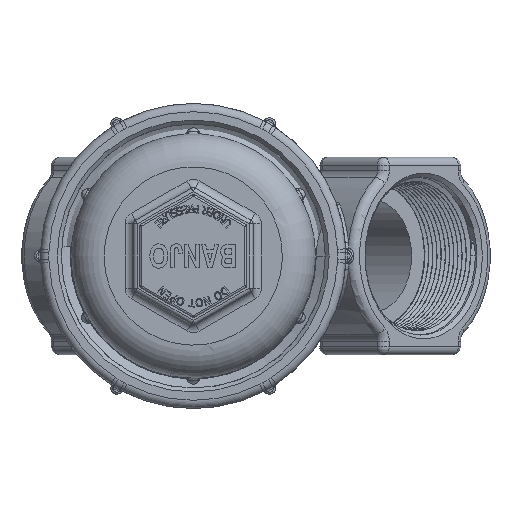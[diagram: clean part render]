
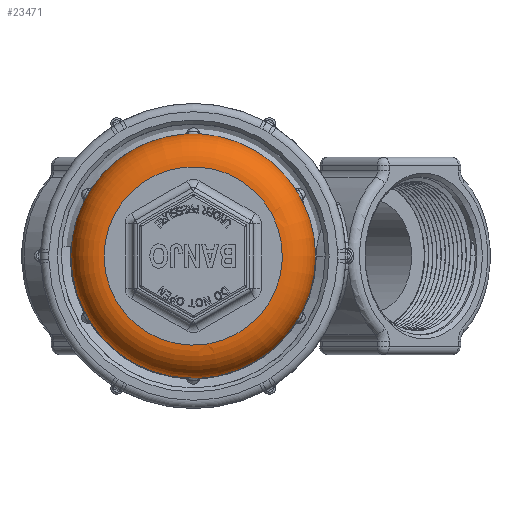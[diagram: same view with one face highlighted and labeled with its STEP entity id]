
A CAD part, front view. The second image highlights one B-rep face of the part: STEP entity #23471.
In plain terms, the highlighted toroidal (fillet/blend) face has major radius 34.319 mm and minor radius 12.7 mm.
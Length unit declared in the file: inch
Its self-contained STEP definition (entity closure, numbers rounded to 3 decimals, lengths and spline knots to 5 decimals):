
#246=TOROIDAL_SURFACE($,#25658,1.35115,0.5);
#5033=CIRCLE($,#25441,1.35115);
#5149=CIRCLE($,#25659,1.85115);
#5150=CIRCLE($,#25660,1.85115);
#5151=CIRCLE($,#25661,1.85115);
#5152=CIRCLE($,#25662,1.85115);
#5153=CIRCLE($,#25663,1.85115);
#5154=CIRCLE($,#25664,1.85115);
#5416=FACE_BOUND($,#7637,.T.);
#6184=FACE_OUTER_BOUND($,#7636,.T.);
#7636=EDGE_LOOP($,(#18568,#18569,#18570,#18571,#18572,#18573,#18574,#18575,
#18576,#18577,#18578,#18579));
#7637=EDGE_LOOP($,(#18580));
#8777=B_SPLINE_CURVE_WITH_KNOTS($,3,(#47196,#47197,#47198,#47199,#47200,
#47201),.UNSPECIFIED.,.F.,.F.,(4,1,1,4),(-2.97563,-2.70553,
-2.52547,-2.3454),.UNSPECIFIED.);
#8781=B_SPLINE_CURVE_WITH_KNOTS($,3,(#47258,#47259,#47260,#47261,#47262,
#47263),.UNSPECIFIED.,.F.,.F.,(4,1,1,4),(-0.63023,-0.45016,
-0.2701,0.),.UNSPECIFIED.);
#8782=B_SPLINE_CURVE_WITH_KNOTS($,3,(#47267,#47268,#47269,#47270,#47271,
#47272),.UNSPECIFIED.,.F.,.F.,(4,1,1,4),(-2.97563,-2.79557,
-2.6155,-2.3454),.UNSPECIFIED.);
#8783=B_SPLINE_CURVE_WITH_KNOTS($,3,(#47276,#47277,#47278,#47279,#47280,
#47281),.UNSPECIFIED.,.F.,.F.,(4,1,1,4),(-2.97563,-2.79557,
-2.6155,-2.3454),.UNSPECIFIED.);
#8784=B_SPLINE_CURVE_WITH_KNOTS($,3,(#47285,#47286,#47287,#47288,#47289,
#47290),.UNSPECIFIED.,.F.,.F.,(4,1,1,4),(-0.63023,-0.45016,
-0.2701,0.),.UNSPECIFIED.);
#8785=B_SPLINE_CURVE_WITH_KNOTS($,3,(#47294,#47295,#47296,#47297,#47298,
#47299),.UNSPECIFIED.,.F.,.F.,(4,1,1,4),(-2.97563,-2.79557,
-2.6155,-2.3454),.UNSPECIFIED.);
#10465=VERTEX_POINT($,#46357);
#10596=VERTEX_POINT($,#47153);
#10598=VERTEX_POINT($,#47194);
#10599=VERTEX_POINT($,#47255);
#10600=VERTEX_POINT($,#47257);
#10601=VERTEX_POINT($,#47264);
#10602=VERTEX_POINT($,#47266);
#10603=VERTEX_POINT($,#47273);
#10604=VERTEX_POINT($,#47275);
#10605=VERTEX_POINT($,#47282);
#10606=VERTEX_POINT($,#47284);
#10607=VERTEX_POINT($,#47291);
#10608=VERTEX_POINT($,#47293);
#13234=EDGE_CURVE($,#10465,#10465,#5033,.T.);
#13466=EDGE_CURVE($,#10598,#10596,#8777,.T.);
#13472=EDGE_CURVE($,#10599,#10598,#5149,.T.);
#13473=EDGE_CURVE($,#10600,#10599,#8781,.T.);
#13474=EDGE_CURVE($,#10601,#10600,#5150,.T.);
#13475=EDGE_CURVE($,#10602,#10601,#8782,.T.);
#13476=EDGE_CURVE($,#10603,#10602,#5151,.T.);
#13477=EDGE_CURVE($,#10604,#10603,#8783,.T.);
#13478=EDGE_CURVE($,#10605,#10604,#5152,.T.);
#13479=EDGE_CURVE($,#10606,#10605,#8784,.T.);
#13480=EDGE_CURVE($,#10607,#10606,#5153,.T.);
#13481=EDGE_CURVE($,#10608,#10607,#8785,.T.);
#13482=EDGE_CURVE($,#10596,#10608,#5154,.T.);
#18568=ORIENTED_EDGE($,*,*,#13466,.F.);
#18569=ORIENTED_EDGE($,*,*,#13472,.F.);
#18570=ORIENTED_EDGE($,*,*,#13473,.F.);
#18571=ORIENTED_EDGE($,*,*,#13474,.F.);
#18572=ORIENTED_EDGE($,*,*,#13475,.F.);
#18573=ORIENTED_EDGE($,*,*,#13476,.F.);
#18574=ORIENTED_EDGE($,*,*,#13477,.F.);
#18575=ORIENTED_EDGE($,*,*,#13478,.F.);
#18576=ORIENTED_EDGE($,*,*,#13479,.F.);
#18577=ORIENTED_EDGE($,*,*,#13480,.F.);
#18578=ORIENTED_EDGE($,*,*,#13481,.F.);
#18579=ORIENTED_EDGE($,*,*,#13482,.F.);
#18580=ORIENTED_EDGE($,*,*,#13234,.T.);
#23471=ADVANCED_FACE($,(#6184,#5416),#246,.T.);
#25441=AXIS2_PLACEMENT_3D($,#46358,#29133,#29134);
#25658=AXIS2_PLACEMENT_3D($,#47254,#29657,#29658);
#25659=AXIS2_PLACEMENT_3D($,#47256,#29659,#29660);
#25660=AXIS2_PLACEMENT_3D($,#47265,#29661,#29662);
#25661=AXIS2_PLACEMENT_3D($,#47274,#29663,#29664);
#25662=AXIS2_PLACEMENT_3D($,#47283,#29665,#29666);
#25663=AXIS2_PLACEMENT_3D($,#47292,#29667,#29668);
#25664=AXIS2_PLACEMENT_3D($,#47300,#29669,#29670);
#29133=DIRECTION('center_axis',(0.,1.,0.));
#29134=DIRECTION('ref_axis',(-1.,0.,0.));
#29657=DIRECTION('center_axis',(0.,1.,0.));
#29658=DIRECTION('ref_axis',(0.,0.,1.));
#29659=DIRECTION('center_axis',(0.,1.,0.));
#29660=DIRECTION('ref_axis',(-1.,0.,0.));
#29661=DIRECTION('center_axis',(0.,1.,0.));
#29662=DIRECTION('ref_axis',(-1.,0.,0.));
#29663=DIRECTION('center_axis',(0.,1.,0.));
#29664=DIRECTION('ref_axis',(-1.,0.,0.));
#29665=DIRECTION('center_axis',(0.,1.,0.));
#29666=DIRECTION('ref_axis',(-1.,0.,0.));
#29667=DIRECTION('center_axis',(0.,1.,0.));
#29668=DIRECTION('ref_axis',(-1.,0.,0.));
#29669=DIRECTION('center_axis',(0.,1.,0.));
#29670=DIRECTION('ref_axis',(-1.,0.,0.));
#46357=CARTESIAN_POINT('',(-1.35115,-3.44,0.));
#46358=CARTESIAN_POINT('Origin',(0.,-3.44,0.));
#47153=CARTESIAN_POINT('',(-1.54725,-2.94,1.01625));
#47194=CARTESIAN_POINT('',(-1.65373,-2.94,0.83183));
#47196=CARTESIAN_POINT('Ctrl Pts',(-1.65373,-2.94,
0.83183));
#47197=CARTESIAN_POINT('Ctrl Pts',(-1.64357,-2.9639,0.85202));
#47198=CARTESIAN_POINT('Ctrl Pts',(-1.61605,-2.99004,
0.89903));
#47199=CARTESIAN_POINT('Ctrl Pts',(-1.5753,-2.98083,
0.97004));
#47200=CARTESIAN_POINT('Ctrl Pts',(-1.55551,-2.9559,
1.00368));
#47201=CARTESIAN_POINT('Ctrl Pts',(-1.54725,-2.94,
1.01625));
#47254=CARTESIAN_POINT('Origin',(0.,-2.94,0.));
#47255=CARTESIAN_POINT('',(-1.65373,-2.94,-0.83183));
#47256=CARTESIAN_POINT('Origin',(0.,-2.94,0.));
#47257=CARTESIAN_POINT('',(-1.54725,-2.94,-1.01625));
#47258=CARTESIAN_POINT('Ctrl Pts',(-1.54725,-2.94,
-1.01625));
#47259=CARTESIAN_POINT('Ctrl Pts',(-1.55552,-2.95593,
-1.00366));
#47260=CARTESIAN_POINT('Ctrl Pts',(-1.5753,-2.98081,
-0.97004));
#47261=CARTESIAN_POINT('Ctrl Pts',(-1.61605,-2.99004,
-0.89902));
#47262=CARTESIAN_POINT('Ctrl Pts',(-1.64359,-2.96386,
-0.85199));
#47263=CARTESIAN_POINT('Ctrl Pts',(-1.65373,-2.94,
-0.83183));
#47264=CARTESIAN_POINT('',(-0.10647,-2.94,-1.84809));
#47265=CARTESIAN_POINT('Origin',(0.,-2.94,0.));
#47266=CARTESIAN_POINT('',(0.10647,-2.94,-1.84809));
#47267=CARTESIAN_POINT('Ctrl Pts',(0.10647,-2.94,
-1.84809));
#47268=CARTESIAN_POINT('Ctrl Pts',(0.09143,-2.95593,
-1.84895));
#47269=CARTESIAN_POINT('Ctrl Pts',(0.05244,-2.98081,
-1.84927));
#47270=CARTESIAN_POINT('Ctrl Pts',(-0.02945,-2.99004,
-1.84906));
#47271=CARTESIAN_POINT('Ctrl Pts',(-0.08395,-2.96386,
-1.84938));
#47272=CARTESIAN_POINT('Ctrl Pts',(-0.10647,-2.94,
-1.84809));
#47273=CARTESIAN_POINT('',(1.54725,-2.94,-1.01625));
#47274=CARTESIAN_POINT('Origin',(0.,-2.94,0.));
#47275=CARTESIAN_POINT('',(1.65373,-2.94,-0.83183));
#47276=CARTESIAN_POINT('Ctrl Pts',(1.65373,-2.94,-0.83183));
#47277=CARTESIAN_POINT('Ctrl Pts',(1.64696,-2.95593,-0.84529));
#47278=CARTESIAN_POINT('Ctrl Pts',(1.62773,-2.98081,-0.87922));
#47279=CARTESIAN_POINT('Ctrl Pts',(1.5866,-2.99004,-0.95003));
#47280=CARTESIAN_POINT('Ctrl Pts',(1.55964,-2.96386,-0.9974));
#47281=CARTESIAN_POINT('Ctrl Pts',(1.54725,-2.94,-1.01625));
#47282=CARTESIAN_POINT('',(1.65373,-2.94,0.83183));
#47283=CARTESIAN_POINT('Origin',(0.,-2.94,0.));
#47284=CARTESIAN_POINT('',(1.54725,-2.94,1.01625));
#47285=CARTESIAN_POINT('Ctrl Pts',(1.54725,-2.94,1.01625));
#47286=CARTESIAN_POINT('Ctrl Pts',(1.55552,-2.95593,1.00366));
#47287=CARTESIAN_POINT('Ctrl Pts',(1.5753,-2.98081,0.97004));
#47288=CARTESIAN_POINT('Ctrl Pts',(1.61605,-2.99004,0.89902));
#47289=CARTESIAN_POINT('Ctrl Pts',(1.64359,-2.96386,0.85199));
#47290=CARTESIAN_POINT('Ctrl Pts',(1.65373,-2.94,0.83183));
#47291=CARTESIAN_POINT('',(0.10647,-2.94,1.84809));
#47292=CARTESIAN_POINT('Origin',(0.,-2.94,0.));
#47293=CARTESIAN_POINT('',(-0.10647,-2.94,1.84809));
#47294=CARTESIAN_POINT('Ctrl Pts',(-0.10647,-2.94,
1.84809));
#47295=CARTESIAN_POINT('Ctrl Pts',(-0.09143,-2.95593,
1.84895));
#47296=CARTESIAN_POINT('Ctrl Pts',(-0.05244,-2.98081,
1.84927));
#47297=CARTESIAN_POINT('Ctrl Pts',(0.02945,-2.99004,
1.84906));
#47298=CARTESIAN_POINT('Ctrl Pts',(0.08395,-2.96386,
1.84938));
#47299=CARTESIAN_POINT('Ctrl Pts',(0.10647,-2.94,
1.84809));
#47300=CARTESIAN_POINT('Origin',(0.,-2.94,0.));
